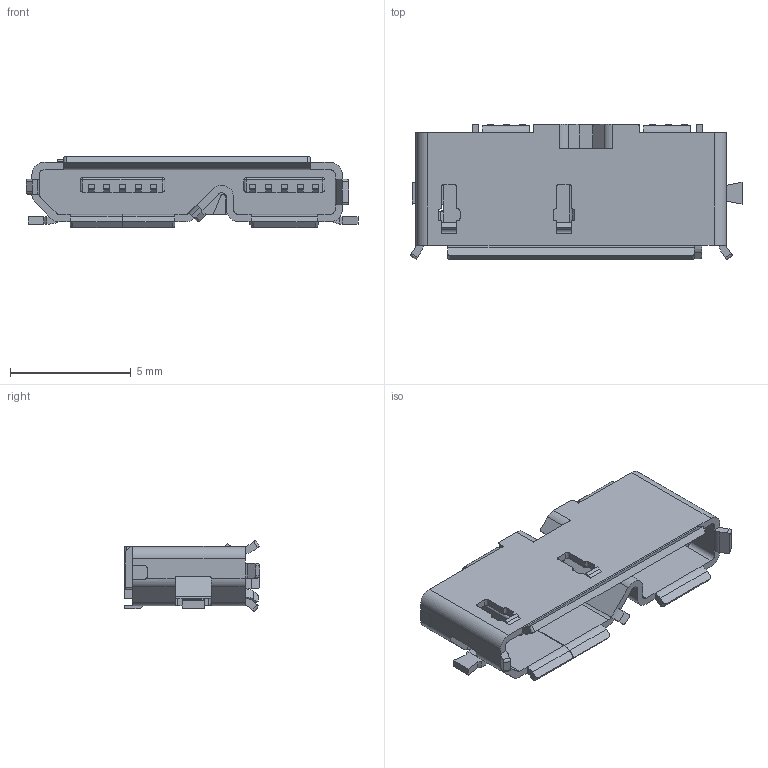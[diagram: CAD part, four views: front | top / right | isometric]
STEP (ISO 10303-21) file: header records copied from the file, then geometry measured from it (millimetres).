
FILE_DESCRIPTION( ( 'Unknown' ), '1' );
FILE_NAME( '692622030100.stp', 'Unknown', ( 'Unknown' ), ( 'Unknown' ), 'PSStep 18.0.17', 'Unknown', ' ' );
FILE_SCHEMA( ( 'AUTOMOTIVE_DESIGN { 1 0 10303 214 1 1 1 1 }' ) );
Length unit declared in the file: millimetre
Products named in the file (4): Assem1; 692622030100_Housing; 692622030100_Pin; 692622030100_shielding
Assembly tree (12 placements, depth 2):
  Assem1
    692622030100_Housing
    692622030100_Pin  x10
    692622030100_shielding
Bounding box: 13.74 x 5.6 x 2.95 mm (x, y, z)
Volume: 76.1 mm3; surface area: 516.7 mm2
Topology: 12 solids, 12 shells, 774 faces, 2253 edges, 1457 vertices
Faces by surface type: plane 507, cylinder 261, sphere 4, bspline 2
Entity records: 22464 total; most frequent: CARTESIAN_POINT 3257, ORIENTED_EDGE 3202, DIRECTION 2998, EDGE_CURVE 1601, LINE 1286, VECTOR 1286, VERTEX_POINT 1025, AXIS2_PLACEMENT_3D 856
